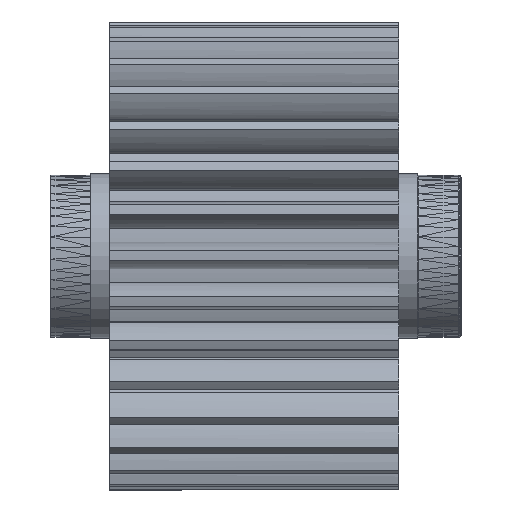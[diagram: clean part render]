
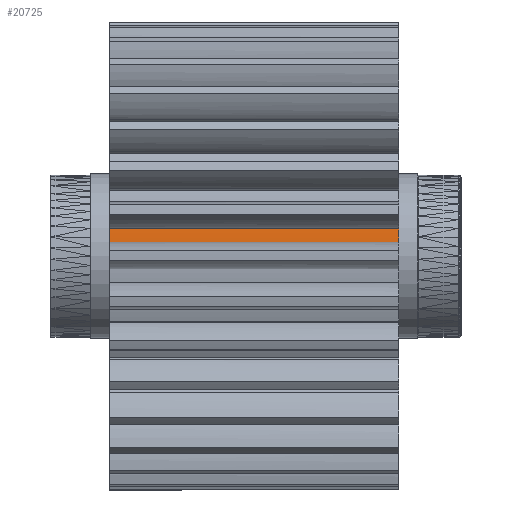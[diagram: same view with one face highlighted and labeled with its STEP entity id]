
A CAD part, top view. The second image highlights one B-rep face of the part: STEP entity #20725.
In plain terms, the highlighted cylindrical face has radius 14.749 mm (diameter 29.498 mm), a partial arc.
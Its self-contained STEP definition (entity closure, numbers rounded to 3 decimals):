
#246=CYLINDRICAL_SURFACE('',#22373,14.749);
#343=CIRCLE('',#22211,14.749);
#349=CIRCLE('',#22218,14.749);
#729=FACE_OUTER_BOUND('',#2295,.T.);
#2295=EDGE_LOOP('',(#14947,#14948,#14949,#14950));
#4252=LINE('',#49866,#6910);
#4256=LINE('',#50172,#6914);
#6910=VECTOR('',#25093,10.);
#6914=VECTOR('',#25101,10.);
#9291=VERTEX_POINT('',#35150);
#9292=VERTEX_POINT('',#35152);
#9309=VERTEX_POINT('',#35631);
#9310=VERTEX_POINT('',#35633);
#10806=EDGE_CURVE('',#9291,#9292,#343,.T.);
#10824=EDGE_CURVE('',#9309,#9310,#349,.T.);
#11192=EDGE_CURVE('',#9291,#9310,#4252,.T.);
#11196=EDGE_CURVE('',#9309,#9292,#4256,.T.);
#14947=ORIENTED_EDGE('',*,*,#11192,.T.);
#14948=ORIENTED_EDGE('',*,*,#10824,.F.);
#14949=ORIENTED_EDGE('',*,*,#11196,.T.);
#14950=ORIENTED_EDGE('',*,*,#10806,.F.);
#20725=ADVANCED_FACE('',(#729),#246,.T.);
#22211=AXIS2_PLACEMENT_3D('',#35153,#24521,#24522);
#22218=AXIS2_PLACEMENT_3D('',#35634,#24541,#24542);
#22373=AXIS2_PLACEMENT_3D('',#50171,#25099,#25100);
#24521=DIRECTION('center_axis',(1.,0.,0.));
#24522=DIRECTION('ref_axis',(0.,0.,
1.));
#24541=DIRECTION('center_axis',(-1.,0.,0.));
#24542=DIRECTION('ref_axis',(0.,0.,
1.));
#25093=DIRECTION('',(-1.,0.,0.));
#25099=DIRECTION('center_axis',(-1.,0.,0.));
#25100=DIRECTION('ref_axis',(0.,0.,
1.));
#25101=DIRECTION('',(1.,0.,0.));
#35150=CARTESIAN_POINT('',(-19.944,1.946,17.619));
#35152=CARTESIAN_POINT('',(-19.944,0.944,17.718));
#35153=CARTESIAN_POINT('Origin',(-19.944,0.,
2.999));
#35631=CARTESIAN_POINT('',(-40.944,0.944,17.718));
#35633=CARTESIAN_POINT('',(-40.944,1.946,17.619));
#35634=CARTESIAN_POINT('Origin',(-40.944,0.,
2.999));
#49866=CARTESIAN_POINT('',(-23.844,1.946,17.619));
#50171=CARTESIAN_POINT('Origin',(-23.844,0.,
2.999));
#50172=CARTESIAN_POINT('',(-23.844,0.944,17.718));
